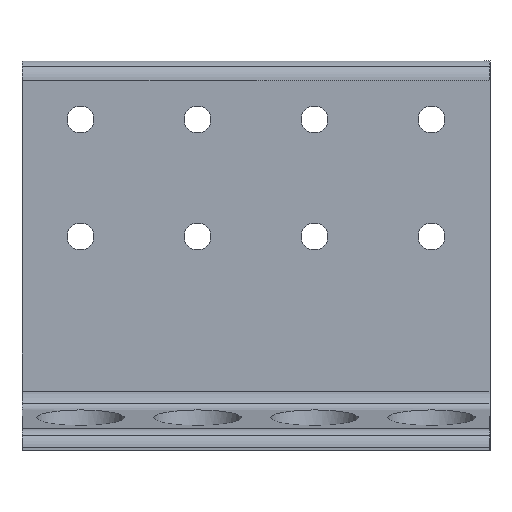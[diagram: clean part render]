
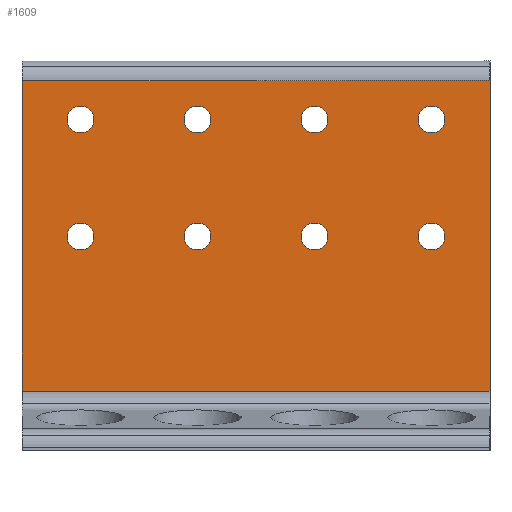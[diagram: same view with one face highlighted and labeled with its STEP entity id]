
A CAD part, front view. The second image highlights one B-rep face of the part: STEP entity #1609.
In plain terms, the highlighted planar face has unit normal (0, -1, 0).
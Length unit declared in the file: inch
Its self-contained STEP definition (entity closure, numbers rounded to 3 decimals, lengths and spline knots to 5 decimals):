
#187=CARTESIAN_POINT('',(0.,-0.25,4.75));
#188=VERTEX_POINT('',#187);
#196=CARTESIAN_POINT('',(6.0,-0.25,4.75));
#197=VERTEX_POINT('',#196);
#198=CARTESIAN_POINT('',(0.,-0.25,4.75));
#199=DIRECTION('',(1.0,0.0,0.0));
#200=VECTOR('',#199,6.);
#201=LINE('',#198,#200);
#202=EDGE_CURVE('',#188,#197,#201,.T.);
#337=CARTESIAN_POINT('',(3.921,-0.25,4.25));
#338=VERTEX_POINT('',#337);
#347=CARTESIAN_POINT('',(3.579,-0.25,4.25));
#348=VERTEX_POINT('',#347);
#349=CARTESIAN_POINT('',(3.75,-0.25,4.25));
#350=DIRECTION('',(0.0,1.0,0.0));
#351=DIRECTION('',(1.0,0.0,0.0));
#352=AXIS2_PLACEMENT_3D('',#349,#350,#351);
#353=CIRCLE('',#352,0.171);
#354=EDGE_CURVE('',#348,#338,#353,.T.);
#379=CARTESIAN_POINT('',(5.421,-0.25,4.25));
#380=VERTEX_POINT('',#379);
#389=CARTESIAN_POINT('',(5.079,-0.25,4.25));
#390=VERTEX_POINT('',#389);
#391=CARTESIAN_POINT('',(5.25,-0.25,4.25));
#392=DIRECTION('',(0.0,1.0,0.0));
#393=DIRECTION('',(1.0,0.0,0.0));
#394=AXIS2_PLACEMENT_3D('',#391,#392,#393);
#395=CIRCLE('',#394,0.171);
#396=EDGE_CURVE('',#390,#380,#395,.T.);
#421=CARTESIAN_POINT('',(3.921,-0.25,2.75));
#422=VERTEX_POINT('',#421);
#431=CARTESIAN_POINT('',(3.579,-0.25,2.75));
#432=VERTEX_POINT('',#431);
#433=CARTESIAN_POINT('',(3.75,-0.25,2.75));
#434=DIRECTION('',(0.0,1.0,0.0));
#435=DIRECTION('',(1.0,0.0,0.0));
#436=AXIS2_PLACEMENT_3D('',#433,#434,#435);
#437=CIRCLE('',#436,0.171);
#438=EDGE_CURVE('',#432,#422,#437,.T.);
#463=CARTESIAN_POINT('',(5.421,-0.25,2.75));
#464=VERTEX_POINT('',#463);
#473=CARTESIAN_POINT('',(5.079,-0.25,2.75));
#474=VERTEX_POINT('',#473);
#475=CARTESIAN_POINT('',(5.25,-0.25,2.75));
#476=DIRECTION('',(0.0,1.0,0.0));
#477=DIRECTION('',(1.0,0.0,0.0));
#478=AXIS2_PLACEMENT_3D('',#475,#476,#477);
#479=CIRCLE('',#478,0.171);
#480=EDGE_CURVE('',#474,#464,#479,.T.);
#505=CARTESIAN_POINT('',(0.921,-0.25,4.25));
#506=VERTEX_POINT('',#505);
#515=CARTESIAN_POINT('',(0.579,-0.25,4.25));
#516=VERTEX_POINT('',#515);
#517=CARTESIAN_POINT('',(0.75,-0.25,4.25));
#518=DIRECTION('',(0.0,1.0,0.0));
#519=DIRECTION('',(1.0,0.0,0.0));
#520=AXIS2_PLACEMENT_3D('',#517,#518,#519);
#521=CIRCLE('',#520,0.171);
#522=EDGE_CURVE('',#516,#506,#521,.T.);
#547=CARTESIAN_POINT('',(0.921,-0.25,2.75));
#548=VERTEX_POINT('',#547);
#557=CARTESIAN_POINT('',(0.579,-0.25,2.75));
#558=VERTEX_POINT('',#557);
#559=CARTESIAN_POINT('',(0.75,-0.25,2.75));
#560=DIRECTION('',(0.0,1.0,0.0));
#561=DIRECTION('',(1.0,0.0,0.0));
#562=AXIS2_PLACEMENT_3D('',#559,#560,#561);
#563=CIRCLE('',#562,0.171);
#564=EDGE_CURVE('',#558,#548,#563,.T.);
#589=CARTESIAN_POINT('',(2.421,-0.25,4.25));
#590=VERTEX_POINT('',#589);
#599=CARTESIAN_POINT('',(2.079,-0.25,4.25));
#600=VERTEX_POINT('',#599);
#601=CARTESIAN_POINT('',(2.25,-0.25,4.25));
#602=DIRECTION('',(0.0,1.0,0.0));
#603=DIRECTION('',(1.0,0.0,0.0));
#604=AXIS2_PLACEMENT_3D('',#601,#602,#603);
#605=CIRCLE('',#604,0.171);
#606=EDGE_CURVE('',#600,#590,#605,.T.);
#631=CARTESIAN_POINT('',(2.421,-0.25,2.75));
#632=VERTEX_POINT('',#631);
#641=CARTESIAN_POINT('',(2.079,-0.25,2.75));
#642=VERTEX_POINT('',#641);
#643=CARTESIAN_POINT('',(2.25,-0.25,2.75));
#644=DIRECTION('',(0.0,1.0,0.0));
#645=DIRECTION('',(1.0,0.0,0.0));
#646=AXIS2_PLACEMENT_3D('',#643,#644,#645);
#647=CIRCLE('',#646,0.171);
#648=EDGE_CURVE('',#642,#632,#647,.T.);
#1298=CARTESIAN_POINT('',(2.25,-0.25,2.75));
#1299=DIRECTION('',(0.0,1.0,0.0));
#1300=DIRECTION('',(1.0,0.0,0.0));
#1301=AXIS2_PLACEMENT_3D('',#1298,#1299,#1300);
#1302=CIRCLE('',#1301,0.171);
#1303=EDGE_CURVE('',#632,#642,#1302,.T.);
#1322=CARTESIAN_POINT('',(2.25,-0.25,4.25));
#1323=DIRECTION('',(0.0,1.0,0.0));
#1324=DIRECTION('',(1.0,0.0,0.0));
#1325=AXIS2_PLACEMENT_3D('',#1322,#1323,#1324);
#1326=CIRCLE('',#1325,0.171);
#1327=EDGE_CURVE('',#590,#600,#1326,.T.);
#1346=CARTESIAN_POINT('',(0.75,-0.25,2.75));
#1347=DIRECTION('',(0.0,1.0,0.0));
#1348=DIRECTION('',(1.0,0.0,0.0));
#1349=AXIS2_PLACEMENT_3D('',#1346,#1347,#1348);
#1350=CIRCLE('',#1349,0.171);
#1351=EDGE_CURVE('',#548,#558,#1350,.T.);
#1370=CARTESIAN_POINT('',(0.75,-0.25,4.25));
#1371=DIRECTION('',(0.0,1.0,0.0));
#1372=DIRECTION('',(1.0,0.0,0.0));
#1373=AXIS2_PLACEMENT_3D('',#1370,#1371,#1372);
#1374=CIRCLE('',#1373,0.171);
#1375=EDGE_CURVE('',#506,#516,#1374,.T.);
#1394=CARTESIAN_POINT('',(5.25,-0.25,2.75));
#1395=DIRECTION('',(0.0,1.0,0.0));
#1396=DIRECTION('',(1.0,0.0,0.0));
#1397=AXIS2_PLACEMENT_3D('',#1394,#1395,#1396);
#1398=CIRCLE('',#1397,0.171);
#1399=EDGE_CURVE('',#464,#474,#1398,.T.);
#1418=CARTESIAN_POINT('',(3.75,-0.25,2.75));
#1419=DIRECTION('',(0.0,1.0,0.0));
#1420=DIRECTION('',(1.0,0.0,0.0));
#1421=AXIS2_PLACEMENT_3D('',#1418,#1419,#1420);
#1422=CIRCLE('',#1421,0.171);
#1423=EDGE_CURVE('',#422,#432,#1422,.T.);
#1442=CARTESIAN_POINT('',(5.25,-0.25,4.25));
#1443=DIRECTION('',(0.0,1.0,0.0));
#1444=DIRECTION('',(1.0,0.0,0.0));
#1445=AXIS2_PLACEMENT_3D('',#1442,#1443,#1444);
#1446=CIRCLE('',#1445,0.171);
#1447=EDGE_CURVE('',#380,#390,#1446,.T.);
#1466=CARTESIAN_POINT('',(3.75,-0.25,4.25));
#1467=DIRECTION('',(0.0,1.0,0.0));
#1468=DIRECTION('',(1.0,0.0,0.0));
#1469=AXIS2_PLACEMENT_3D('',#1466,#1467,#1468);
#1470=CIRCLE('',#1469,0.171);
#1471=EDGE_CURVE('',#338,#348,#1470,.T.);
#1482=CARTESIAN_POINT('',(6.0,-0.25,0.76835));
#1483=VERTEX_POINT('',#1482);
#1491=CARTESIAN_POINT('',(0.0,-0.25,0.76835));
#1492=VERTEX_POINT('',#1491);
#1493=CARTESIAN_POINT('',(0.0,-0.25,0.76835));
#1494=DIRECTION('',(1.0,0.0,0.0));
#1495=VECTOR('',#1494,6.0);
#1496=LINE('',#1493,#1495);
#1497=EDGE_CURVE('',#1492,#1483,#1496,.T.);
#1556=CARTESIAN_POINT('',(0.0,-0.25,0.76835));
#1557=DIRECTION('',(0.0,-1.0,0.0));
#1558=DIRECTION('',(0.0,0.0,-1.0));
#1559=AXIS2_PLACEMENT_3D('',#1556,#1557,#1558);
#1560=PLANE('',#1559);
#1561=CARTESIAN_POINT('',(6.0,-0.25,0.76835));
#1562=DIRECTION('',(0.0,0.0,1.0));
#1563=VECTOR('',#1562,3.98165);
#1564=LINE('',#1561,#1563);
#1565=EDGE_CURVE('',#1483,#197,#1564,.T.);
#1566=ORIENTED_EDGE('',*,*,#1565,.T.);
#1567=ORIENTED_EDGE('',*,*,#202,.F.);
#1568=CARTESIAN_POINT('',(0.0,-0.25,0.76835));
#1569=DIRECTION('',(0.0,0.0,1.0));
#1570=VECTOR('',#1569,3.98165);
#1571=LINE('',#1568,#1570);
#1572=EDGE_CURVE('',#1492,#188,#1571,.T.);
#1573=ORIENTED_EDGE('',*,*,#1572,.F.);
#1574=ORIENTED_EDGE('',*,*,#1497,.T.);
#1575=EDGE_LOOP('',(#1566,#1567,#1573,#1574));
#1576=FACE_OUTER_BOUND('',#1575,.T.);
#1577=ORIENTED_EDGE('',*,*,#1303,.T.);
#1578=ORIENTED_EDGE('',*,*,#648,.T.);
#1579=EDGE_LOOP('',(#1577,#1578));
#1580=FACE_BOUND('',#1579,.T.);
#1581=ORIENTED_EDGE('',*,*,#1327,.T.);
#1582=ORIENTED_EDGE('',*,*,#606,.T.);
#1583=EDGE_LOOP('',(#1581,#1582));
#1584=FACE_BOUND('',#1583,.T.);
#1585=ORIENTED_EDGE('',*,*,#1351,.T.);
#1586=ORIENTED_EDGE('',*,*,#564,.T.);
#1587=EDGE_LOOP('',(#1585,#1586));
#1588=FACE_BOUND('',#1587,.T.);
#1589=ORIENTED_EDGE('',*,*,#1375,.T.);
#1590=ORIENTED_EDGE('',*,*,#522,.T.);
#1591=EDGE_LOOP('',(#1589,#1590));
#1592=FACE_BOUND('',#1591,.T.);
#1593=ORIENTED_EDGE('',*,*,#1399,.T.);
#1594=ORIENTED_EDGE('',*,*,#480,.T.);
#1595=EDGE_LOOP('',(#1593,#1594));
#1596=FACE_BOUND('',#1595,.T.);
#1597=ORIENTED_EDGE('',*,*,#1423,.T.);
#1598=ORIENTED_EDGE('',*,*,#438,.T.);
#1599=EDGE_LOOP('',(#1597,#1598));
#1600=FACE_BOUND('',#1599,.T.);
#1601=ORIENTED_EDGE('',*,*,#1447,.T.);
#1602=ORIENTED_EDGE('',*,*,#396,.T.);
#1603=EDGE_LOOP('',(#1601,#1602));
#1604=FACE_BOUND('',#1603,.T.);
#1605=ORIENTED_EDGE('',*,*,#1471,.T.);
#1606=ORIENTED_EDGE('',*,*,#354,.T.);
#1607=EDGE_LOOP('',(#1605,#1606));
#1608=FACE_BOUND('',#1607,.T.);
#1609=ADVANCED_FACE('',(#1576,#1580,#1584,#1588,#1592,#1596,#1600,#1604,#1608),#1560,.T.);
